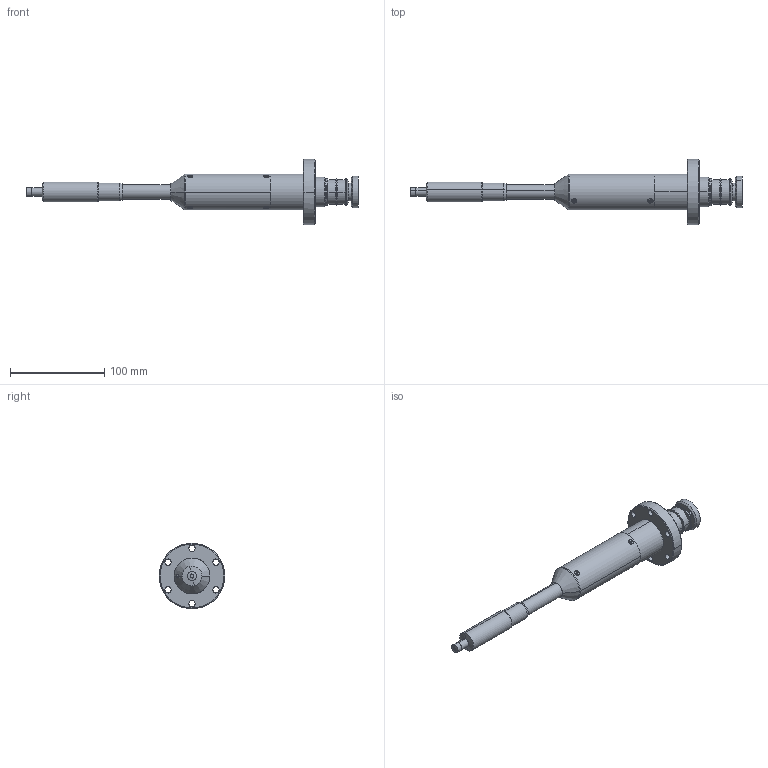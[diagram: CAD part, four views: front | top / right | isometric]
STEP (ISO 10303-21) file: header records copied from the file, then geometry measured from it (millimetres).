
FILE_DESCRIPTION (( 'STEP AP214' ), '1' );
FILE_NAME ('FLMM-275-50-2.STEP', '2016-08-01T17:22:10', ( 'My Thermionics' ), ( '' ), 'SwSTEP 2.0', 'SolidWorks 2010', '' );
FILE_SCHEMA (( 'AUTOMOTIVE_DESIGN' ));
Length unit declared in the file: inch
Products named in the file (1): FLMM-275-50-2
Bounding box: 352 x 69.34 x 69.34 mm (x, y, z)
Surface area: 44668.4 mm2 (no closed solid volume)
Topology: 0 solids, 24 shells, 253 faces, 777 edges, 516 vertices
Faces by surface type: plane 107, cone 76, cylinder 70
Entity records: 12686 total; most frequent: CARTESIAN_POINT 2647, DIRECTION 1384, ORIENTED_EDGE 1305, EDGE_CURVE 767, AXIS2_PLACEMENT_3D 531, VERTEX_POINT 516, VECTOR 322, LINE 322
